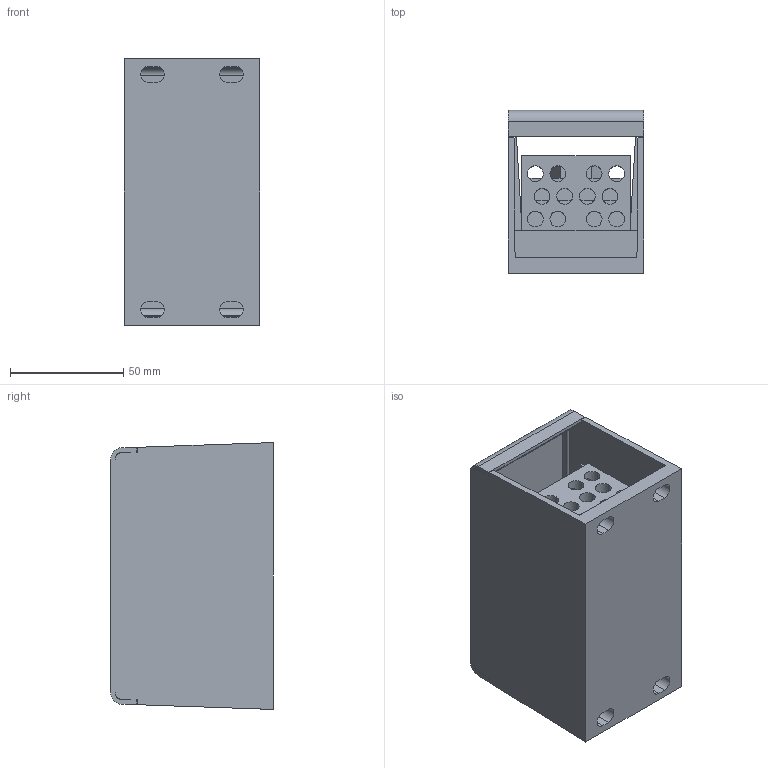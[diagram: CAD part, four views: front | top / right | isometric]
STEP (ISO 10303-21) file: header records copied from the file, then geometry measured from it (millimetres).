
FILE_DESCRIPTION((''),'2;1');
FILE_NAME('ASM0001_ASM','2024-01-12T',('dell'),(''),'PRO/ENGINEER BY PARAMETRIC TECHNOLOGY CORPORATION, 2013230','PRO/ENGINEER BY PARAMETRIC TECHNOLOGY CORPORATION, 2013230','');
FILE_SCHEMA(('AUTOMOTIVE_DESIGN { 1 0 10303 214 1 1 1 1 }'));
Length unit declared in the file: millimetre
Products named in the file (1): ASM0001_ASM
Bounding box: 60 x 72 x 118 mm (x, y, z)
Volume: 229260.2 mm3; surface area: 82474.2 mm2
Topology: 1 solids, 3 shells, 243 faces, 702 edges, 458 vertices
Faces by surface type: plane 126, cylinder 101, bspline 11, cone 4, extrusion 1
Entity records: 10518 total; most frequent: CARTESIAN_POINT 3822, ORIENTED_EDGE 1404, DIRECTION 1213, EDGE_CURVE 702, VERTEX_POINT 458, VECTOR 441, LINE 440, AXIS2_PLACEMENT_3D 386
